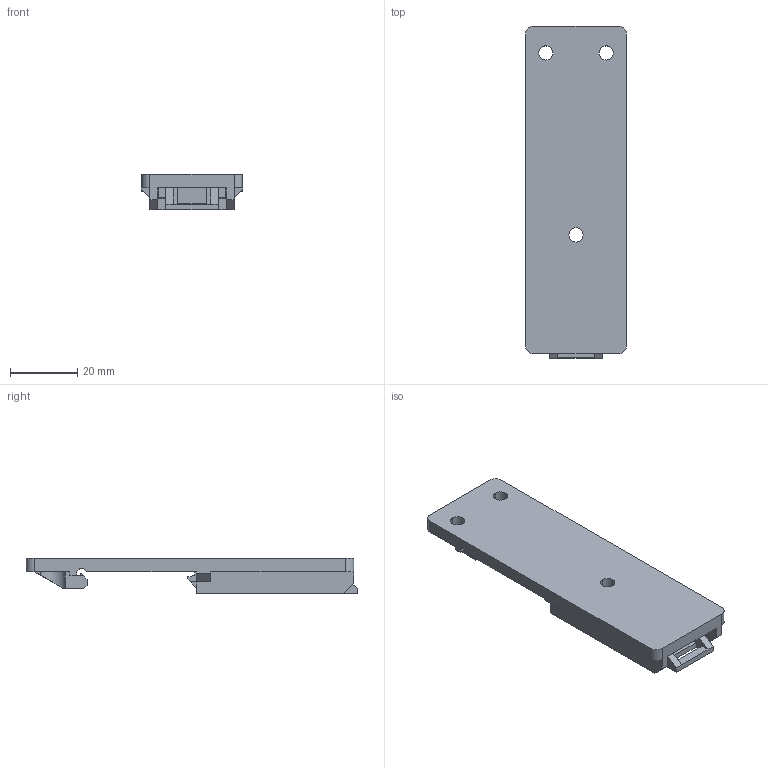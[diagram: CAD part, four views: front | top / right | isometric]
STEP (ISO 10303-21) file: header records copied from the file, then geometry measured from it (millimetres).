
FILE_DESCRIPTION(('CATIA V5R24 STEP','CAx-IF Rec.Pracs.--- Model Styling and Organization---1.2---2011-12-15'),'2;1');
FILE_NAME ('8635391_3', '2018-03-13T13:37:08+00:00', ('Weidmueller Interface'), ('Weidmueller'), 'CATIA Version 5-6 Release 2014 SP4', 'CATIA V5 STEP AP214', 'none');
FILE_SCHEMA(('AUTOMOTIVE_DESIGN { 1 0 10303 214 1 1 1 1 }'));
Length unit declared in the file: millimetre
Products named in the file (1): 1251320000
Bounding box: 30 x 98.5 x 10.5 mm (x, y, z)
Volume: 17041.9 mm3; surface area: 12404.4 mm2
Topology: 2 solids, 2 shells, 124 faces, 361 edges, 242 vertices
Faces by surface type: plane 103, cylinder 21
Entity records: 4061 total; most frequent: CARTESIAN_POINT 788, ORIENTED_EDGE 722, DIRECTION 515, EDGE_CURVE 361, VECTOR 295, LINE 295, VERTEX_POINT 242, EDGE_LOOP 135
